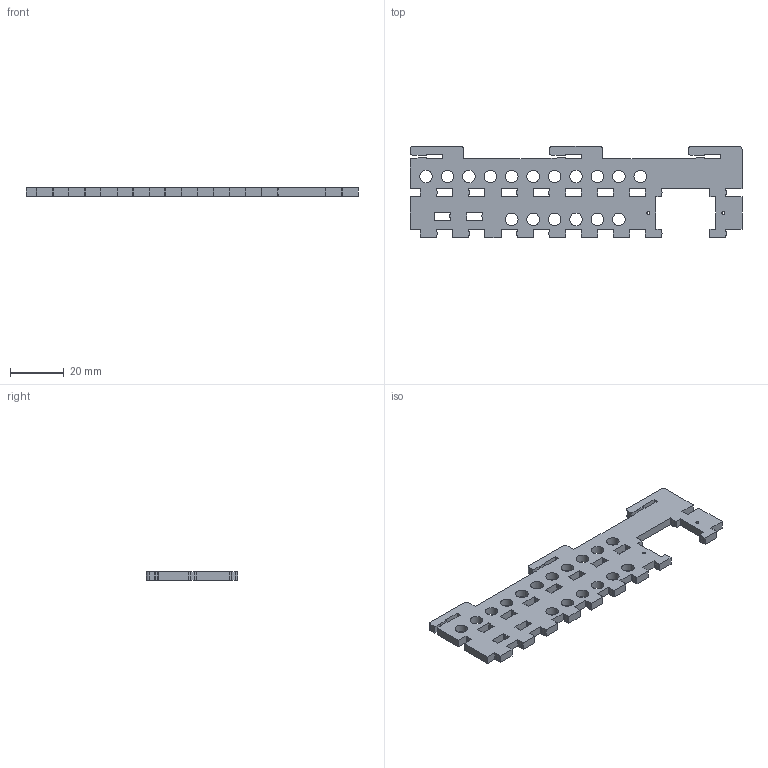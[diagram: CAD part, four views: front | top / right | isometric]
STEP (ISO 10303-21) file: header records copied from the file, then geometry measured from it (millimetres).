
FILE_DESCRIPTION(/* description */ ('STEP AP242','CAx-IF Rec.Pracs.---Representation and Presentation of Product Manufacturing Information (PMI)---4.0---2014-10-13','CAx-IF Rec.Pracs.---3D Tessellated Geometry---0.4---2014-09-14','2;1'),/* implementation_level */ '2;1');
FILE_NAME(/* name */ '65f9fa7c33197108177433a3',/* time_stamp */ '2024-03-19T20:50:04Z',/* author */ (''),/* organization */ (''),/* preprocessor_version */ 'ST-DEVELOPER v19.4',/* originating_system */ ' ',/* authorisation */ ' ');
FILE_SCHEMA (('AP242_MANAGED_MODEL_BASED_3D_ENGINEERING_MIM_LF { 1 0 10303 442 1 1 4 }'));
Length unit declared in the file: metre
Products named in the file (1): side
Bounding box: 124 x 34 x 3 mm (x, y, z)
Volume: 8548.7 mm3; surface area: 8504 mm2
Topology: 1 solids, 1 shells, 235 faces, 699 edges, 466 vertices
Faces by surface type: plane 164, bspline 46, cylinder 25
Full cylindrical faces by diameter (mm): 1 x2, 4.7 x17
Entity records: 8330 total; most frequent: CARTESIAN_POINT 1956, ORIENTED_EDGE 1360, DIRECTION 1202, EDGE_CURVE 680, LINE 538, VECTOR 538, VERTEX_POINT 466, AXIS2_PLACEMENT_3D 332
